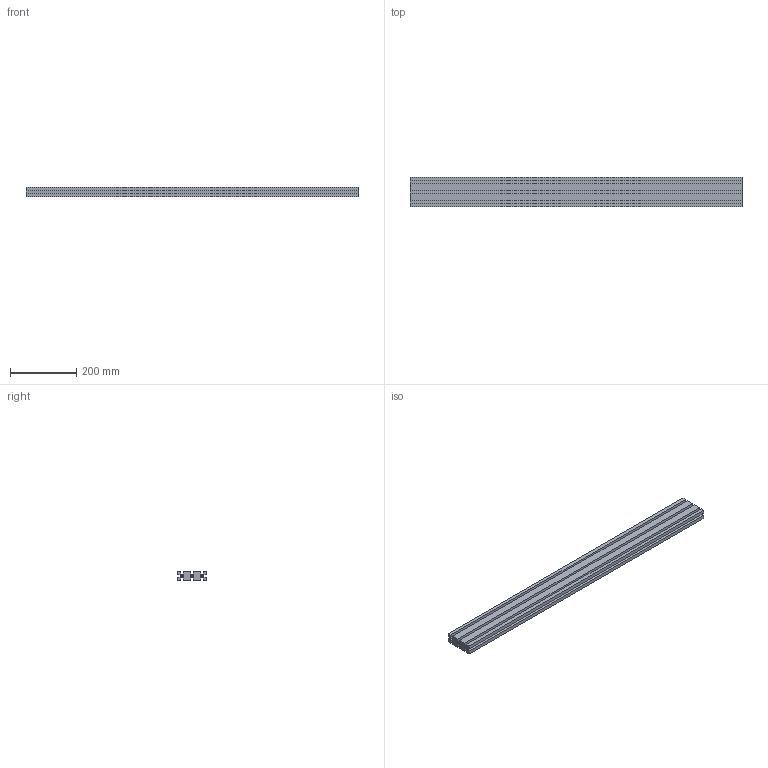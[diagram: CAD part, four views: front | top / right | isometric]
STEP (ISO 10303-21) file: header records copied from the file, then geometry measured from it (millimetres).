
FILE_DESCRIPTION(('STEP AP214'),'1');
FILE_NAME('cctmp_FA8264F5-A211-448D-A7F7-402E443D84A3_2020_1_20_11_13_1_575..stp','2020-01-20T10:13:01',('Bosch Rexroth AG'),('CADClick - www.CADClick.com'),'Spatial InterOp 3D',' ','unknown authorization - (Healing Option Enabled)');
FILE_SCHEMA(('AUTOMOTIVE_DESIGN'));
Length unit declared in the file: millimetre
Products named in the file (1): 2020_01_20__11-13-01-575
Bounding box: 1000 x 90 x 30 mm (x, y, z)
Volume: 1998438.4 mm3; surface area: 456797.8 mm2
Topology: 1 solids, 1 shells, 44 faces, 126 edges, 84 vertices
Faces by surface type: plane 38, cylinder 6
Entity records: 1810 total; most frequent: CARTESIAN_POINT 255, ORIENTED_EDGE 252, DIRECTION 228, EDGE_CURVE 126, LINE 114, VECTOR 114, VERTEX_POINT 84, AXIS2_PLACEMENT_3D 57
